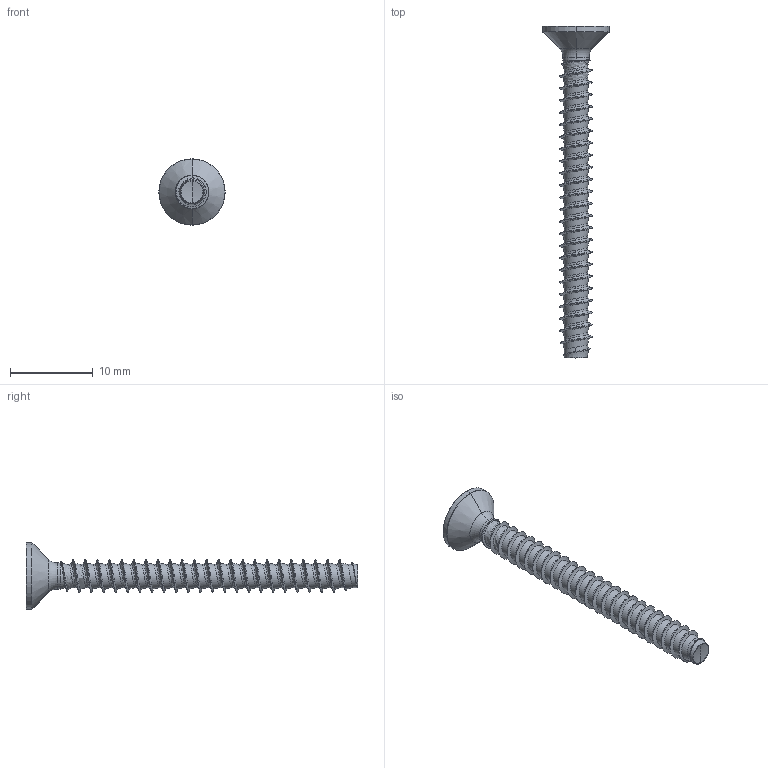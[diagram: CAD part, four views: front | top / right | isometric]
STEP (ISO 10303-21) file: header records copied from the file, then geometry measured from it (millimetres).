
FILE_DESCRIPTION (( 'STEP AP203' ), '1' );
FILE_NAME ('STP410400400.STEP', '2017-08-16T13:56:20', ( '' ), ( '' ), 'SwSTEP 2.0', 'SolidWorks 2015', '' );
FILE_SCHEMA (( 'CONFIG_CONTROL_DESIGN' ));
Length unit declared in the file: millimetre
Products named in the file (1): STP410400400
Bounding box: 8 x 40 x 8 mm (x, y, z)
Volume: 352.7 mm3; surface area: 697.1 mm2
Topology: 1 solids, 1 shells, 130 faces, 337 edges, 209 vertices
Faces by surface type: cylinder 73, bspline 35, cone 12, torus 6, sphere 2, plane 2
Entity records: 36303 total; most frequent: CARTESIAN_POINT 33580, ORIENTED_EDGE 670, DIRECTION 399, EDGE_CURVE 335, VERTEX_POINT 209, AXIS2_PLACEMENT_3D 155, B_SPLINE_CURVE_WITH_KNOTS 138, EDGE_LOOP 132
